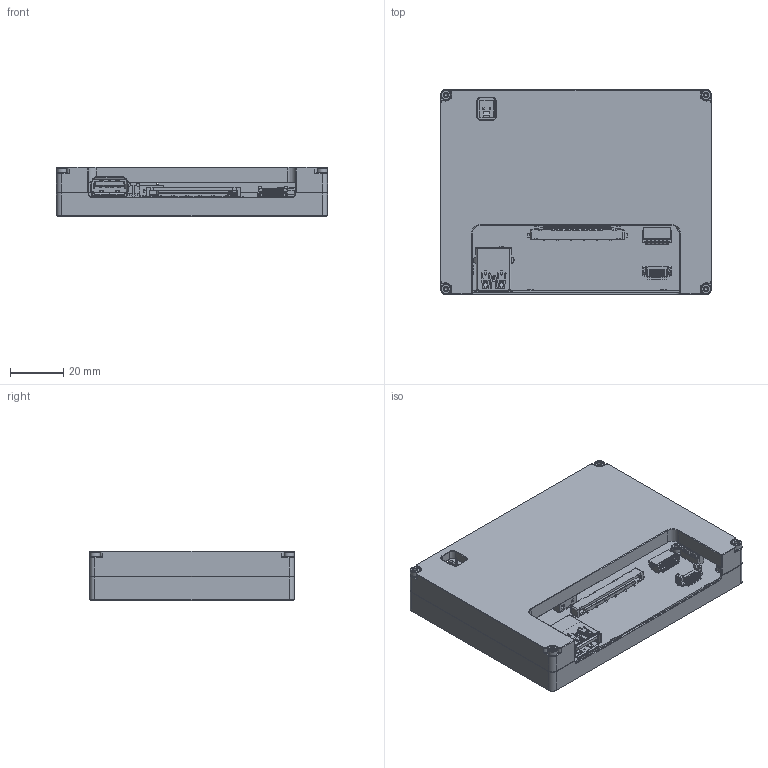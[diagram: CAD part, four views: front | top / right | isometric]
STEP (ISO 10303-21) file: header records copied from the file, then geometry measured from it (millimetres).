
FILE_DESCRIPTION(/* description */ (''),/* implementation_level */ '2;1');
FILE_NAME(/* name */ 'XS-2P-X4G3-TBT3_LW.stp',/* time_stamp */ '2023-10-17T14:33:01+02:00',/* author */ (''),/* organization */ (''),/* preprocessor_version */ 'ST-DEVELOPER v18.102',/* originating_system */ 'SIEMENS PLM Software NX2206.6002',/* authorisation */ '');
FILE_SCHEMA (('AUTOMOTIVE_DESIGN { 1 0 10303 214 3 1 1 1 }'));
Products named in the file (6): 001071_01; 000996_01; 001701_01; 001714_01; 001700_01; 001699_01
Assembly tree (14 placements, depth 2):
  001699_01
    001700_01
    001714_01
    001701_01
    000996_01  x4
    001071_01  x7
Bounding box: 102 x 77 x 18.5 mm (x, y, z)
Volume: 80921.6 mm3; surface area: 60170.7 mm2
Topology: 45 solids, 45 shells, 8115 faces, 22535 edges, 14682 vertices
Faces by surface type: plane 5937, cylinder 1879, cone 218, bspline 34, torus 31, sphere 16
Full cylindrical faces by diameter (mm): 0.15 x1, 0.5 x18, 0.7 x9, 0.75 x2, 0.8 x2, 0.89 x2, 0.9 x2, 1 x2, 1.16 x2, 1.3 x13, 1.6 x4, 2 x22, 2.05 x7, 2.1 x6, 2.3 x2, 2.5 x5, 3.2 x2, 3.8 x11, 5 x2
Entity records: 274589 total; most frequent: CARTESIAN_POINT 46493, ORIENTED_EDGE 43934, DIRECTION 41484, EDGE_CURVE 21967, LINE 17710, VECTOR 17710, VERTEX_POINT 14370, AXIS2_PLACEMENT_3D 11887
